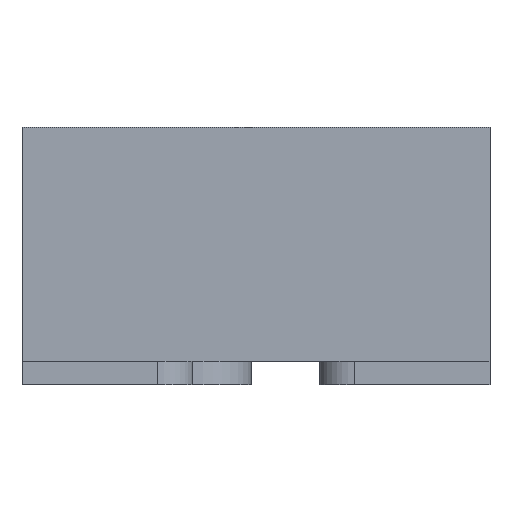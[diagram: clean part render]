
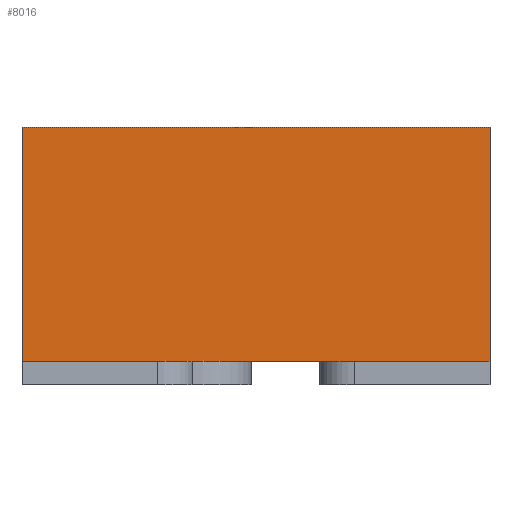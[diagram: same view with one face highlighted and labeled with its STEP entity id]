
A CAD part, front view. The second image highlights one B-rep face of the part: STEP entity #8016.
In plain terms, the highlighted planar face has unit normal (0, -1, 0).
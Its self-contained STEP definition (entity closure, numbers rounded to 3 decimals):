
#4881 = PLANE('',#4882);
#4882 = AXIS2_PLACEMENT_3D('',#4883,#4884,#4885);
#4883 = CARTESIAN_POINT('',(0.,0.,0.05));
#4884 = DIRECTION('',(0.,0.,1.));
#4885 = DIRECTION('',(1.,0.,0.));
#4893 = PLANE('',#4894);
#4894 = AXIS2_PLACEMENT_3D('',#4895,#4896,#4897);
#4895 = CARTESIAN_POINT('',(-0.5,1.25,0.05));
#4896 = DIRECTION('',(-1.,0.,0.));
#4897 = DIRECTION('',(0.,-1.,0.));
#5649 = VERTEX_POINT('',#5650);
#5650 = CARTESIAN_POINT('',(-0.5,-1.25,0.05));
#5671 = EDGE_CURVE('',#5649,#5672,#5674,.T.);
#5672 = VERTEX_POINT('',#5673);
#5673 = CARTESIAN_POINT('',(0.5,-1.25,0.05));
#5674 = SURFACE_CURVE('',#5675,(#5679,#5686),.PCURVE_S1.);
#5675 = LINE('',#5676,#5677);
#5676 = CARTESIAN_POINT('',(-0.5,-1.25,0.05));
#5677 = VECTOR('',#5678,1.);
#5678 = DIRECTION('',(1.,0.,0.));
#5679 = PCURVE('',#4881,#5680);
#5680 = DEFINITIONAL_REPRESENTATION('',(#5681),#5685);
#5681 = LINE('',#5682,#5683);
#5682 = CARTESIAN_POINT('',(-0.5,-1.25));
#5683 = VECTOR('',#5684,1.);
#5684 = DIRECTION('',(1.,0.));
#5685 = ( GEOMETRIC_REPRESENTATION_CONTEXT(2) 
PARAMETRIC_REPRESENTATION_CONTEXT() REPRESENTATION_CONTEXT('2D SPACE',''
  ) );
#5686 = PCURVE('',#5687,#5692);
#5687 = PLANE('',#5688);
#5688 = AXIS2_PLACEMENT_3D('',#5689,#5690,#5691);
#5689 = CARTESIAN_POINT('',(-0.5,-1.25,0.05));
#5690 = DIRECTION('',(0.,-1.,0.));
#5691 = DIRECTION('',(1.,0.,0.));
#5692 = DEFINITIONAL_REPRESENTATION('',(#5693),#5697);
#5693 = LINE('',#5694,#5695);
#5694 = CARTESIAN_POINT('',(0.,0.));
#5695 = VECTOR('',#5696,1.);
#5696 = DIRECTION('',(1.,0.));
#5697 = ( GEOMETRIC_REPRESENTATION_CONTEXT(2) 
PARAMETRIC_REPRESENTATION_CONTEXT() REPRESENTATION_CONTEXT('2D SPACE',''
  ) );
#5715 = PLANE('',#5716);
#5716 = AXIS2_PLACEMENT_3D('',#5717,#5718,#5719);
#5717 = CARTESIAN_POINT('',(0.5,-1.25,0.05));
#5718 = DIRECTION('',(1.,0.,0.));
#5719 = DIRECTION('',(0.,1.,0.));
#6580 = VERTEX_POINT('',#6581);
#6581 = CARTESIAN_POINT('',(-0.5,-1.25,0.55));
#6595 = PLANE('',#6596);
#6596 = AXIS2_PLACEMENT_3D('',#6597,#6598,#6599);
#6597 = CARTESIAN_POINT('',(0.,0.,0.55));
#6598 = DIRECTION('',(0.,0.,1.));
#6599 = DIRECTION('',(1.,0.,0.));
#6607 = EDGE_CURVE('',#5649,#6580,#6608,.T.);
#6608 = SURFACE_CURVE('',#6609,(#6613,#6620),.PCURVE_S1.);
#6609 = LINE('',#6610,#6611);
#6610 = CARTESIAN_POINT('',(-0.5,-1.25,0.05));
#6611 = VECTOR('',#6612,1.);
#6612 = DIRECTION('',(0.,0.,1.));
#6613 = PCURVE('',#4893,#6614);
#6614 = DEFINITIONAL_REPRESENTATION('',(#6615),#6619);
#6615 = LINE('',#6616,#6617);
#6616 = CARTESIAN_POINT('',(2.5,0.));
#6617 = VECTOR('',#6618,1.);
#6618 = DIRECTION('',(0.,1.));
#6619 = ( GEOMETRIC_REPRESENTATION_CONTEXT(2) 
PARAMETRIC_REPRESENTATION_CONTEXT() REPRESENTATION_CONTEXT('2D SPACE',''
  ) );
#6620 = PCURVE('',#5687,#6621);
#6621 = DEFINITIONAL_REPRESENTATION('',(#6622),#6626);
#6622 = LINE('',#6623,#6624);
#6623 = CARTESIAN_POINT('',(0.,0.));
#6624 = VECTOR('',#6625,1.);
#6625 = DIRECTION('',(0.,1.));
#6626 = ( GEOMETRIC_REPRESENTATION_CONTEXT(2) 
PARAMETRIC_REPRESENTATION_CONTEXT() REPRESENTATION_CONTEXT('2D SPACE',''
  ) );
#8016 = ADVANCED_FACE('',(#8017),#5687,.T.);
#8017 = FACE_BOUND('',#8018,.F.);
#8018 = EDGE_LOOP('',(#8019,#8020,#8021,#8044));
#8019 = ORIENTED_EDGE('',*,*,#5671,.F.);
#8020 = ORIENTED_EDGE('',*,*,#6607,.T.);
#8021 = ORIENTED_EDGE('',*,*,#8022,.T.);
#8022 = EDGE_CURVE('',#6580,#8023,#8025,.T.);
#8023 = VERTEX_POINT('',#8024);
#8024 = CARTESIAN_POINT('',(0.5,-1.25,0.55));
#8025 = SURFACE_CURVE('',#8026,(#8030,#8037),.PCURVE_S1.);
#8026 = LINE('',#8027,#8028);
#8027 = CARTESIAN_POINT('',(-0.5,-1.25,0.55));
#8028 = VECTOR('',#8029,1.);
#8029 = DIRECTION('',(1.,0.,0.));
#8030 = PCURVE('',#5687,#8031);
#8031 = DEFINITIONAL_REPRESENTATION('',(#8032),#8036);
#8032 = LINE('',#8033,#8034);
#8033 = CARTESIAN_POINT('',(0.,0.5));
#8034 = VECTOR('',#8035,1.);
#8035 = DIRECTION('',(1.,0.));
#8036 = ( GEOMETRIC_REPRESENTATION_CONTEXT(2) 
PARAMETRIC_REPRESENTATION_CONTEXT() REPRESENTATION_CONTEXT('2D SPACE',''
  ) );
#8037 = PCURVE('',#6595,#8038);
#8038 = DEFINITIONAL_REPRESENTATION('',(#8039),#8043);
#8039 = LINE('',#8040,#8041);
#8040 = CARTESIAN_POINT('',(-0.5,-1.25));
#8041 = VECTOR('',#8042,1.);
#8042 = DIRECTION('',(1.,0.));
#8043 = ( GEOMETRIC_REPRESENTATION_CONTEXT(2) 
PARAMETRIC_REPRESENTATION_CONTEXT() REPRESENTATION_CONTEXT('2D SPACE',''
  ) );
#8044 = ORIENTED_EDGE('',*,*,#8045,.F.);
#8045 = EDGE_CURVE('',#5672,#8023,#8046,.T.);
#8046 = SURFACE_CURVE('',#8047,(#8051,#8058),.PCURVE_S1.);
#8047 = LINE('',#8048,#8049);
#8048 = CARTESIAN_POINT('',(0.5,-1.25,0.05));
#8049 = VECTOR('',#8050,1.);
#8050 = DIRECTION('',(0.,0.,1.));
#8051 = PCURVE('',#5687,#8052);
#8052 = DEFINITIONAL_REPRESENTATION('',(#8053),#8057);
#8053 = LINE('',#8054,#8055);
#8054 = CARTESIAN_POINT('',(1.,0.));
#8055 = VECTOR('',#8056,1.);
#8056 = DIRECTION('',(0.,1.));
#8057 = ( GEOMETRIC_REPRESENTATION_CONTEXT(2) 
PARAMETRIC_REPRESENTATION_CONTEXT() REPRESENTATION_CONTEXT('2D SPACE',''
  ) );
#8058 = PCURVE('',#5715,#8059);
#8059 = DEFINITIONAL_REPRESENTATION('',(#8060),#8064);
#8060 = LINE('',#8061,#8062);
#8061 = CARTESIAN_POINT('',(0.,0.));
#8062 = VECTOR('',#8063,1.);
#8063 = DIRECTION('',(0.,1.));
#8064 = ( GEOMETRIC_REPRESENTATION_CONTEXT(2) 
PARAMETRIC_REPRESENTATION_CONTEXT() REPRESENTATION_CONTEXT('2D SPACE',''
  ) );
